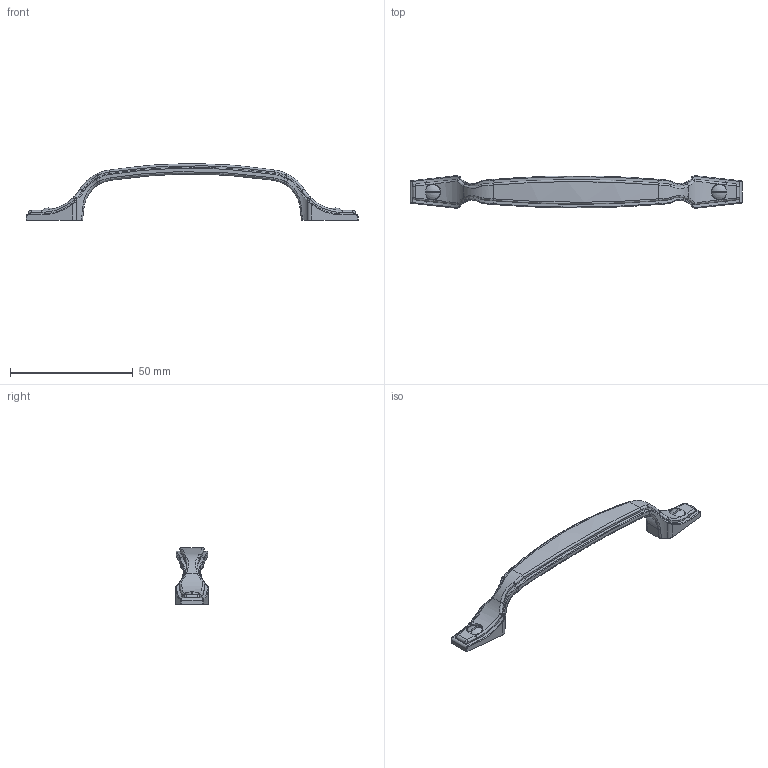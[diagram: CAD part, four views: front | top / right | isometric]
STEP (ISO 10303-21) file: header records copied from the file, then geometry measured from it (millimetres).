
FILE_DESCRIPTION(('Creo Elements/Direct Modeling STEP Export'),'2;1');
FILE_NAME('1856-135.stp','2019-10-31T11:21:59',(''),(''),'Creo Elements/Direct Modeling STEP processor for AP214 (Solid Model)','Creo Elements/Direct Modeling 20.0 12-Nov-2016 (C) Parametric Technology GmbH','');
FILE_SCHEMA(('AUTOMOTIVE_DESIGN { 1 0 10303 214 1 1 1 1 }'));
Length unit declared in the file: millimetre
Products named in the file (1): 1856-135
Bounding box: 135 x 13.24 x 22.97 mm (x, y, z)
Volume: 6699.8 mm3; surface area: 4691.6 mm2
Topology: 1 solids, 1 shells, 194 faces, 462 edges, 274 vertices
Faces by surface type: bspline 82, cylinder 76, plane 28, sphere 4, cone 4
Entity records: 20506 total; most frequent: CARTESIAN_POINT 17063, ORIENTED_EDGE 916, EDGE_CURVE 458, DIRECTION 386, VERTEX_POINT 274, B_SPLINE_CURVE_WITH_KNOTS 216, EDGE_LOOP 202, FACE_OUTER_BOUND 194
